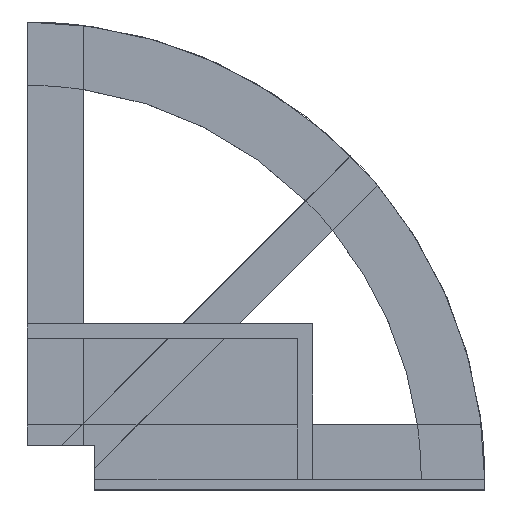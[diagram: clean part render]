
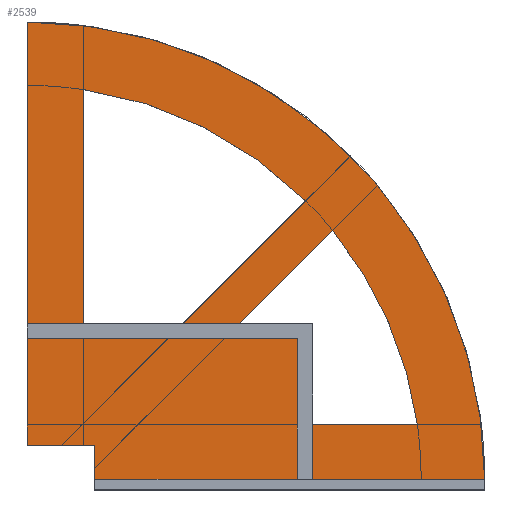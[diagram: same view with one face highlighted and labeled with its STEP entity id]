
A CAD part, top view. The second image highlights one B-rep face of the part: STEP entity #2539.
In plain terms, the highlighted planar face has unit normal (0, 0, 1).
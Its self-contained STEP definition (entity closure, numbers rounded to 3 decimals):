
#21=FACE_BOUND('',#345,.T.);
#60=CIRCLE('',#2746,175.);
#61=CIRCLE('',#2748,175.);
#62=CIRCLE('',#2751,203.2);
#219=FACE_OUTER_BOUND('',#344,.T.);
#344=EDGE_LOOP('',(#2285,#2286,#2287,#2288,#2289,#2290,#2291,#2292,#2293,
#2294,#2295,#2296,#2297,#2298,#2299,#2300,#2301,#2302,#2303,#2304,#2305));
#345=EDGE_LOOP('',(#2306,#2307,#2308));
#586=LINE('',#3988,#937);
#589=LINE('',#3994,#940);
#618=LINE('',#4059,#969);
#636=LINE('',#4095,#987);
#641=LINE('',#4106,#992);
#645=LINE('',#4114,#996);
#649=LINE('',#4121,#1000);
#652=LINE('',#4126,#1003);
#655=LINE('',#4131,#1006);
#659=LINE('',#4137,#1010);
#664=LINE('',#4150,#1015);
#666=LINE('',#4154,#1017);
#667=LINE('',#4157,#1018);
#673=LINE('',#4168,#1024);
#675=LINE('',#4172,#1026);
#684=LINE('',#4190,#1035);
#686=LINE('',#4195,#1037);
#688=LINE('',#4199,#1039);
#690=LINE('',#4202,#1041);
#692=LINE('',#4210,#1043);
#693=LINE('',#4214,#1044);
#937=VECTOR('',#3221,10.);
#940=VECTOR('',#3226,10.);
#969=VECTOR('',#3273,10.);
#987=VECTOR('',#3305,10.);
#992=VECTOR('',#3312,10.);
#996=VECTOR('',#3318,10.);
#1000=VECTOR('',#3322,10.);
#1003=VECTOR('',#3327,10.);
#1006=VECTOR('',#3332,10.);
#1010=VECTOR('',#3338,10.);
#1015=VECTOR('',#3351,10.);
#1017=VECTOR('',#3355,10.);
#1018=VECTOR('',#3358,10.);
#1024=VECTOR('',#3370,10.);
#1026=VECTOR('',#3376,10.);
#1035=VECTOR('',#3395,10.);
#1037=VECTOR('',#3399,10.);
#1039=VECTOR('',#3403,10.);
#1041=VECTOR('',#3407,10.);
#1043=VECTOR('',#3419,10.);
#1044=VECTOR('',#3426,10.);
#1246=VERTEX_POINT('',#3985);
#1247=VERTEX_POINT('',#3987);
#1249=VERTEX_POINT('',#3993);
#1276=VERTEX_POINT('',#4058);
#1286=VERTEX_POINT('',#4092);
#1287=VERTEX_POINT('',#4094);
#1290=VERTEX_POINT('',#4100);
#1291=VERTEX_POINT('',#4104);
#1292=VERTEX_POINT('',#4105);
#1295=VERTEX_POINT('',#4113);
#1297=VERTEX_POINT('',#4118);
#1298=VERTEX_POINT('',#4120);
#1299=VERTEX_POINT('',#4125);
#1301=VERTEX_POINT('',#4134);
#1305=VERTEX_POINT('',#4148);
#1306=VERTEX_POINT('',#4152);
#1307=VERTEX_POINT('',#4156);
#1308=VERTEX_POINT('',#4165);
#1309=VERTEX_POINT('',#4167);
#1313=VERTEX_POINT('',#4188);
#1314=VERTEX_POINT('',#4192);
#1315=VERTEX_POINT('',#4194);
#1316=VERTEX_POINT('',#4198);
#1317=VERTEX_POINT('',#4206);
#1593=EDGE_CURVE('',#1247,#1246,#586,.T.);
#1596=EDGE_CURVE('',#1249,#1247,#589,.T.);
#1629=EDGE_CURVE('',#1276,#1249,#618,.T.);
#1647=EDGE_CURVE('',#1287,#1286,#636,.T.);
#1652=EDGE_CURVE('',#1291,#1292,#641,.T.);
#1656=EDGE_CURVE('',#1292,#1295,#645,.T.);
#1660=EDGE_CURVE('',#1298,#1297,#649,.T.);
#1663=EDGE_CURVE('',#1299,#1291,#652,.T.);
#1666=EDGE_CURVE('',#1290,#1299,#655,.T.);
#1670=EDGE_CURVE('',#1301,#1287,#659,.T.);
#1676=EDGE_CURVE('',#1295,#1305,#664,.T.);
#1678=EDGE_CURVE('',#1297,#1306,#666,.T.);
#1679=EDGE_CURVE('',#1307,#1301,#667,.T.);
#1685=EDGE_CURVE('',#1309,#1308,#673,.T.);
#1687=EDGE_CURVE('',#1308,#1276,#675,.T.);
#1696=EDGE_CURVE('',#1246,#1313,#684,.T.);
#1698=EDGE_CURVE('',#1315,#1314,#686,.T.);
#1700=EDGE_CURVE('',#1316,#1315,#688,.T.);
#1702=EDGE_CURVE('',#1314,#1316,#690,.T.);
#1703=EDGE_CURVE('',#1306,#1307,#60,.T.);
#1705=EDGE_CURVE('',#1305,#1317,#61,.T.);
#1706=EDGE_CURVE('',#1313,#1290,#692,.T.);
#1707=EDGE_CURVE('',#1286,#1309,#62,.T.);
#1708=EDGE_CURVE('',#1317,#1298,#693,.T.);
#2285=ORIENTED_EDGE('',*,*,#1593,.T.);
#2286=ORIENTED_EDGE('',*,*,#1696,.T.);
#2287=ORIENTED_EDGE('',*,*,#1706,.T.);
#2288=ORIENTED_EDGE('',*,*,#1666,.T.);
#2289=ORIENTED_EDGE('',*,*,#1663,.T.);
#2290=ORIENTED_EDGE('',*,*,#1652,.T.);
#2291=ORIENTED_EDGE('',*,*,#1656,.T.);
#2292=ORIENTED_EDGE('',*,*,#1676,.T.);
#2293=ORIENTED_EDGE('',*,*,#1705,.T.);
#2294=ORIENTED_EDGE('',*,*,#1708,.T.);
#2295=ORIENTED_EDGE('',*,*,#1660,.T.);
#2296=ORIENTED_EDGE('',*,*,#1678,.T.);
#2297=ORIENTED_EDGE('',*,*,#1703,.T.);
#2298=ORIENTED_EDGE('',*,*,#1679,.T.);
#2299=ORIENTED_EDGE('',*,*,#1670,.T.);
#2300=ORIENTED_EDGE('',*,*,#1647,.T.);
#2301=ORIENTED_EDGE('',*,*,#1707,.T.);
#2302=ORIENTED_EDGE('',*,*,#1685,.T.);
#2303=ORIENTED_EDGE('',*,*,#1687,.T.);
#2304=ORIENTED_EDGE('',*,*,#1629,.T.);
#2305=ORIENTED_EDGE('',*,*,#1596,.T.);
#2306=ORIENTED_EDGE('',*,*,#1702,.T.);
#2307=ORIENTED_EDGE('',*,*,#1700,.T.);
#2308=ORIENTED_EDGE('',*,*,#1698,.T.);
#2417=PLANE('',#2753);
#2539=ADVANCED_FACE('',(#219,#21),#2417,.T.);
#2746=AXIS2_PLACEMENT_3D('',#4204,#3410,#3411);
#2748=AXIS2_PLACEMENT_3D('',#4208,#3415,#3416);
#2751=AXIS2_PLACEMENT_3D('',#4212,#3422,#3423);
#2753=AXIS2_PLACEMENT_3D('',#4215,#3427,#3428);
#3221=DIRECTION('',(0.,-1.,0.));
#3226=DIRECTION('',(1.,0.,0.));
#3273=DIRECTION('',(0.,-1.,0.));
#3305=DIRECTION('',(1.,0.,0.));
#3312=DIRECTION('',(0.,1.,0.));
#3318=DIRECTION('',(1.,0.,0.));
#3322=DIRECTION('',(1.,0.,0.));
#3327=DIRECTION('',(-1.,0.,0.));
#3332=DIRECTION('',(0.,1.,0.));
#3338=DIRECTION('',(0.,-1.,0.));
#3351=DIRECTION('',(0.,1.,0.));
#3355=DIRECTION('',(0.708,0.707,0.));
#3358=DIRECTION('',(-1.,0.,0.));
#3370=DIRECTION('',(0.,-1.,0.));
#3376=DIRECTION('',(1.,0.,0.));
#3395=DIRECTION('',(1.,0.,0.));
#3399=DIRECTION('',(0.707,0.707,0.));
#3403=DIRECTION('',(-1.,0.,0.));
#3407=DIRECTION('',(0.,-1.,0.));
#3410=DIRECTION('center_axis',(0.,0.,-1.));
#3411=DIRECTION('ref_axis',(1.,0.,0.));
#3415=DIRECTION('center_axis',(0.,0.,-1.));
#3416=DIRECTION('ref_axis',(1.,0.,0.));
#3419=DIRECTION('',(0.,1.,0.));
#3422=DIRECTION('center_axis',(0.,0.,1.));
#3423=DIRECTION('ref_axis',(1.,0.,0.));
#3426=DIRECTION('',(-0.707,-0.707,0.));
#3427=DIRECTION('center_axis',(0.,0.,1.));
#3428=DIRECTION('ref_axis',(1.,0.,0.));
#3985=CARTESIAN_POINT('',(30.,0.,15.));
#3987=CARTESIAN_POINT('',(30.,15.,15.));
#3988=CARTESIAN_POINT('',(30.,54.061,15.));
#3993=CARTESIAN_POINT('',(0.,15.,15.));
#3994=CARTESIAN_POINT('',(49.543,15.,15.));
#4058=CARTESIAN_POINT('',(0.,24.182,15.));
#4059=CARTESIAN_POINT('',(0.,62.5,15.));
#4092=CARTESIAN_POINT('',(203.2,0.,15.));
#4094=CARTESIAN_POINT('',(126.791,0.,15.));
#4095=CARTESIAN_POINT('',(0.,0.,15.));
#4100=CARTESIAN_POINT('',(120.,0.,15.));
#4104=CARTESIAN_POINT('',(0.,62.5,15.));
#4105=CARTESIAN_POINT('',(0.,69.061,15.));
#4106=CARTESIAN_POINT('',(0.,81.091,15.));
#4113=CARTESIAN_POINT('',(24.971,69.061,15.));
#4114=CARTESIAN_POINT('',(112.938,69.061,15.));
#4118=CARTESIAN_POINT('',(94.136,69.061,15.));
#4120=CARTESIAN_POINT('',(69.061,69.061,15.));
#4121=CARTESIAN_POINT('',(112.938,69.061,15.));
#4125=CARTESIAN_POINT('',(120.,62.5,15.));
#4126=CARTESIAN_POINT('',(49.543,62.5,15.));
#4131=CARTESIAN_POINT('',(120.,77.811,15.));
#4134=CARTESIAN_POINT('',(126.791,24.182,15.));
#4137=CARTESIAN_POINT('',(126.791,46.561,15.));
#4148=CARTESIAN_POINT('',(24.971,173.209,15.));
#4150=CARTESIAN_POINT('',(24.971,0.,15.));
#4152=CARTESIAN_POINT('',(135.672,110.535,15.));
#4154=CARTESIAN_POINT('',(24.971,0.,15.));
#4156=CARTESIAN_POINT('',(173.321,24.182,15.));
#4157=CARTESIAN_POINT('',(0.,24.182,15.));
#4165=CARTESIAN_POINT('',(0.,24.182,15.));
#4167=CARTESIAN_POINT('',(0.,203.2,15.));
#4168=CARTESIAN_POINT('',(0.,203.2,15.));
#4172=CARTESIAN_POINT('',(0.,24.182,15.));
#4188=CARTESIAN_POINT('',(120.,0.,15.));
#4190=CARTESIAN_POINT('',(0.,0.,15.));
#4192=CARTESIAN_POINT('',(24.971,24.971,15.));
#4194=CARTESIAN_POINT('',(24.182,24.182,15.));
#4195=CARTESIAN_POINT('',(0.,0.,15.));
#4198=CARTESIAN_POINT('',(24.971,24.182,15.));
#4199=CARTESIAN_POINT('',(0.,24.182,15.));
#4202=CARTESIAN_POINT('',(24.971,0.,15.));
#4204=CARTESIAN_POINT('Origin',(0.,0.,15.));
#4206=CARTESIAN_POINT('',(123.744,123.744,15.));
#4208=CARTESIAN_POINT('Origin',(0.,0.,15.));
#4210=CARTESIAN_POINT('',(120.,0.,15.));
#4212=CARTESIAN_POINT('Origin',(0.,0.,15.));
#4214=CARTESIAN_POINT('',(0.,0.,15.));
#4215=CARTESIAN_POINT('Origin',(99.086,93.122,15.));
